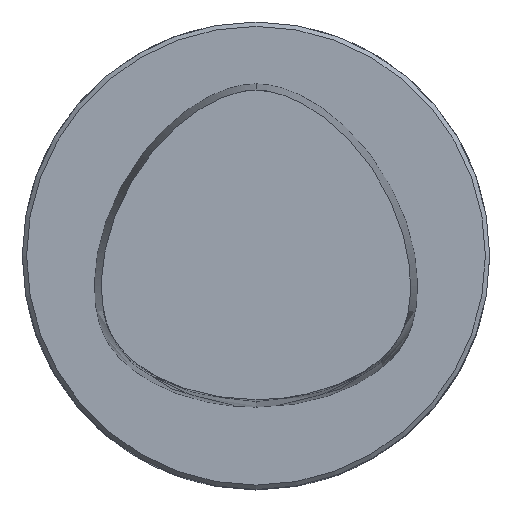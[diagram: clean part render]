
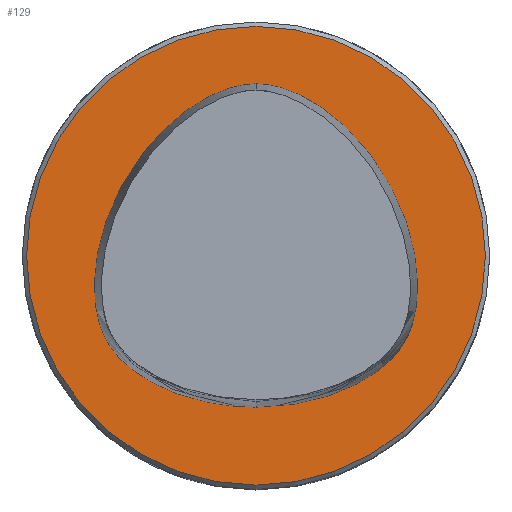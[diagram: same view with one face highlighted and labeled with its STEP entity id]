
A CAD part, top view. The second image highlights one B-rep face of the part: STEP entity #129.
In plain terms, the highlighted planar face has unit normal (0, 0, 1).
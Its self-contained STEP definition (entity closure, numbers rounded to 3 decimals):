
#129=ADVANCED_FACE('',(#175),#158,.F.);
#158=PLANE('',#448);
#175=FACE_OUTER_BOUND('',#193,.T.);
#193=EDGE_LOOP('',(#237));
#237=ORIENTED_EDGE('',*,*,#365,.T.);
#329=VERTEX_POINT('',#619);
#365=EDGE_CURVE('',#329,#329,#411,.T.);
#411=CIRCLE('',#447,15.7);
#447=AXIS2_PLACEMENT_3D('',#618,#502,#503);
#448=AXIS2_PLACEMENT_3D('',#620,#504,#505);
#502=DIRECTION('',(0.,0.,1.));
#503=DIRECTION('',(0.,1.,0.));
#504=DIRECTION('',(0.,0.,-1.));
#505=DIRECTION('',(0.,-1.,0.));
#618=CARTESIAN_POINT('',(0.,0.,0.));
#619=CARTESIAN_POINT('',(0.,15.7,0.));
#620=CARTESIAN_POINT('',(0.,0.,0.));
